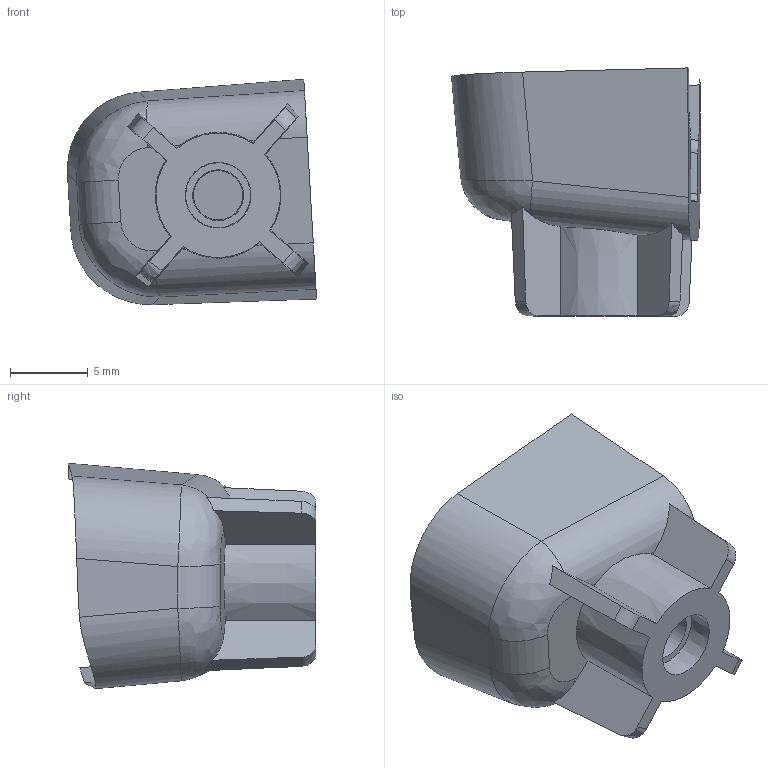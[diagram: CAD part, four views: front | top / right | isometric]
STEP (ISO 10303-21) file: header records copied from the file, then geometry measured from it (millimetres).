
FILE_DESCRIPTION(('Open CASCADE Model'),'2;1');
FILE_NAME('Open CASCADE Shape Model','2025-10-21T21:37:35',('Author'),( 'Open CASCADE'),'Open CASCADE STEP processor 7.7','Open CASCADE 7.7' ,'Unknown');
FILE_SCHEMA(('AUTOMOTIVE_DESIGN { 1 0 10303 214 1 1 1 1 }'));
Length unit declared in the file: millimetre
Products named in the file (62): Open CASCADE STEP translator 7.7 42; Open CASCADE STEP translator 7.7 42.1; Open CASCADE STEP translator 7.7 42.2; Open CASCADE STEP translator 7.7 42.3; Open CASCADE STEP translator 7.7 42.4; Open CASCADE STEP translator 7.7 42.5; Open CASCADE STEP translator 7.7 42.6; Open CASCADE STEP translator 7.7 42.7; Open CASCADE STEP translator 7.7 42.8; Open CASCADE STEP translator 7.7 42.9; Open CASCADE STEP translator 7.7 42.10; Open CASCADE STEP translator 7.7 42.11; Open CASCADE STEP translator 7.7 42.12; Open CASCADE STEP translator 7.7 42.13; Open CASCADE STEP translator 7.7 42.14; Open CASCADE STEP translator 7.7 42.15; Open CASCADE STEP translator 7.7 42.16; Open CASCADE STEP translator 7.7 42.17; Open CASCADE STEP translator 7.7 42.18; Open CASCADE STEP translator 7.7 42.19; Open CASCADE STEP translator 7.7 42.20; Open CASCADE STEP translator 7.7 42.21; Open CASCADE STEP translator 7.7 42.22; Open CASCADE STEP translator 7.7 42.23; Open CASCADE STEP translator 7.7 42.24; Open CASCADE STEP translator 7.7 42.25; Open CASCADE STEP translator 7.7 42.26; Open CASCADE STEP translator 7.7 42.27; Open CASCADE STEP translator 7.7 42.28; Open CASCADE STEP translator 7.7 42.29; Open CASCADE STEP translator 7.7 42.30; Open CASCADE STEP translator 7.7 42.31; Open CASCADE STEP translator 7.7 42.32; Open CASCADE STEP translator 7.7 42.33; Open CASCADE STEP translator 7.7 42.34; Open CASCADE STEP translator 7.7 42.35; Open CASCADE STEP translator 7.7 42.36; Open CASCADE STEP translator 7.7 42.37; Open CASCADE STEP translator 7.7 42.38; Open CASCADE STEP translator 7.7 42.39 ...
Assembly tree (61 placements, depth 2):
  Open CASCADE STEP translator 7.7 42
    Open CASCADE STEP translator 7.7 42.1
    Open CASCADE STEP translator 7.7 42.2
    Open CASCADE STEP translator 7.7 42.3
    Open CASCADE STEP translator 7.7 42.4
    Open CASCADE STEP translator 7.7 42.5
    Open CASCADE STEP translator 7.7 42.6
    Open CASCADE STEP translator 7.7 42.7
    Open CASCADE STEP translator 7.7 42.8
    Open CASCADE STEP translator 7.7 42.9
    Open CASCADE STEP translator 7.7 42.10
    Open CASCADE STEP translator 7.7 42.11
    Open CASCADE STEP translator 7.7 42.12
    Open CASCADE STEP translator 7.7 42.13
    Open CASCADE STEP translator 7.7 42.14
    Open CASCADE STEP translator 7.7 42.15
    Open CASCADE STEP translator 7.7 42.16
    Open CASCADE STEP translator 7.7 42.17
    Open CASCADE STEP translator 7.7 42.18
    Open CASCADE STEP translator 7.7 42.19
    Open CASCADE STEP translator 7.7 42.20
    Open CASCADE STEP translator 7.7 42.21
    Open CASCADE STEP translator 7.7 42.22
    Open CASCADE STEP translator 7.7 42.23
    Open CASCADE STEP translator 7.7 42.24
    Open CASCADE STEP translator 7.7 42.25
    Open CASCADE STEP translator 7.7 42.26
    Open CASCADE STEP translator 7.7 42.27
    Open CASCADE STEP translator 7.7 42.28
    Open CASCADE STEP translator 7.7 42.29
    Open CASCADE STEP translator 7.7 42.30
    Open CASCADE STEP translator 7.7 42.31
    Open CASCADE STEP translator 7.7 42.32
    Open CASCADE STEP translator 7.7 42.33
    Open CASCADE STEP translator 7.7 42.34
    Open CASCADE STEP translator 7.7 42.35
    Open CASCADE STEP translator 7.7 42.36
    Open CASCADE STEP translator 7.7 42.37
    Open CASCADE STEP translator 7.7 42.38
    Open CASCADE STEP translator 7.7 42.39
    Open CASCADE STEP translator 7.7 42.40
    Open CASCADE STEP translator 7.7 42.41
    Open CASCADE STEP translator 7.7 42.42
    Open CASCADE STEP translator 7.7 42.43
    Open CASCADE STEP translator 7.7 42.44
    Open CASCADE STEP translator 7.7 42.45
    Open CASCADE STEP translator 7.7 42.46
    Open CASCADE STEP translator 7.7 42.47
    Open CASCADE STEP translator 7.7 42.48
    Open CASCADE STEP translator 7.7 42.49
    Open CASCADE STEP translator 7.7 42.50
    Open CASCADE STEP translator 7.7 42.51
    Open CASCADE STEP translator 7.7 42.52
    Open CASCADE STEP translator 7.7 42.53
    Open CASCADE STEP translator 7.7 42.54
    Open CASCADE STEP translator 7.7 42.55
    Open CASCADE STEP translator 7.7 42.56
    Open CASCADE STEP translator 7.7 42.57
    Open CASCADE STEP translator 7.7 42.58
    Open CASCADE STEP translator 7.7 42.59
Bounding box: 16.01 x 15.93 x 14.49 mm (x, y, z)
Surface area: 1132.1 mm2 (no closed solid volume)
Topology: 0 solids, 61 shells, 61 faces, 326 edges, 323 vertices
Faces by surface type: plane 27, bspline 16, cylinder 13, cone 5
Entity records: 8202 total; most frequent: CARTESIAN_POINT 3261, DIRECTION 659, ORIENTED_EDGE 329, PCURVE 329, DEFINITIONAL_REPRESENTATION 329, EDGE_CURVE 326, VERTEX_POINT 323, SURFACE_CURVE 323
